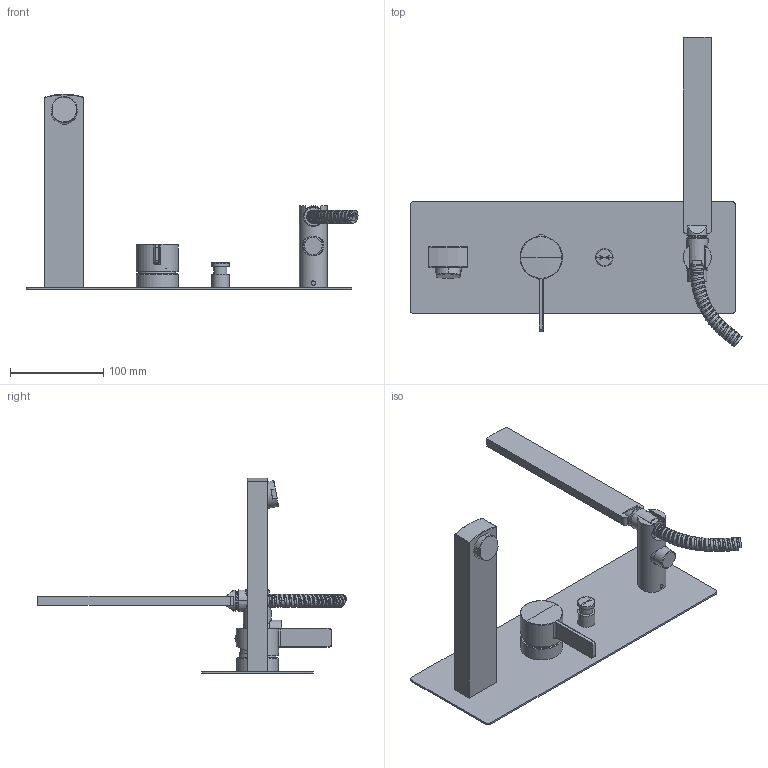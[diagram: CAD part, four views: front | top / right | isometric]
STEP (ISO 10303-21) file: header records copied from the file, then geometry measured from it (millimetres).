
FILE_DESCRIPTION((''),'2;1');
FILE_NAME('RO001CR','2021-01-15T14:47:11',('ut3'),('PAFFONI SpA'),'CREO PARAMETRIC BY PTC INC, 2020044','CREO PARAMETRIC BY PTC INC, 2020044','');
FILE_SCHEMA(('CONFIG_CONTROL_DESIGN','SHAPE_APPEARANCE_LAYERS_GROUPS'));
Products named in the file (1): RO001CR
Bounding box: 356.89 x 333.19 x 210 mm (x, y, z)
Volume: 445426.1 mm3; surface area: 182313.2 mm2
Topology: 2 solids, 3 shells, 409 faces, 981 edges, 601 vertices
Faces by surface type: plane 136, cylinder 119, bspline 61, cone 54, torus 37, sphere 2
Entity records: 39157 total; most frequent: CARTESIAN_POINT 27126, ORIENTED_EDGE 1940, DIRECTION 1845, EDGE_CURVE 970, AXIS2_PLACEMENT_3D 731, VERTEX_POINT 600, EDGE_LOOP 446, FACE_OUTER_BOUND 407
